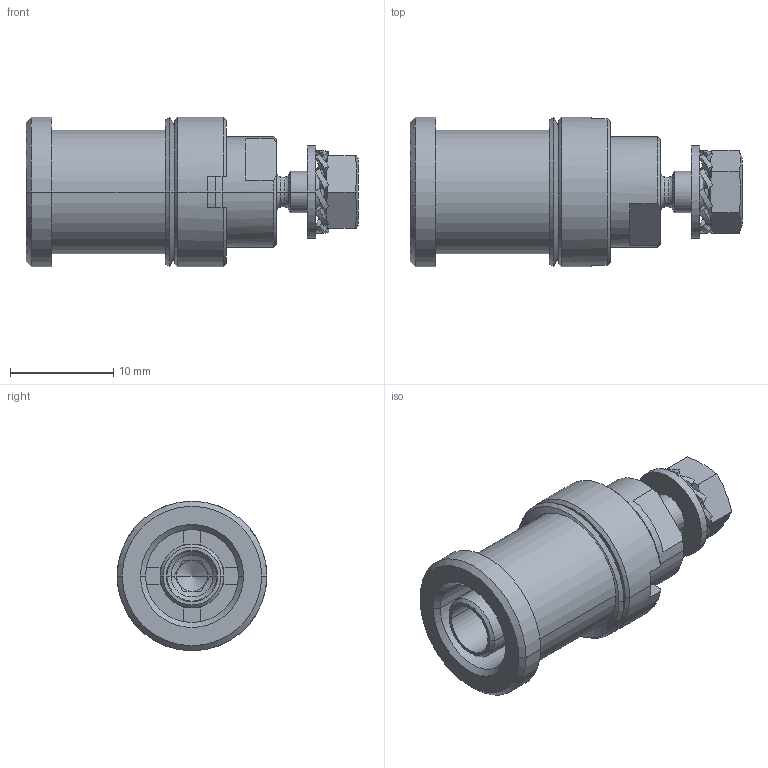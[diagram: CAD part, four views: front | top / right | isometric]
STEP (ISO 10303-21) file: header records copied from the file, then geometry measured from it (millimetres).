
FILE_DESCRIPTION((''),'2;1');
FILE_NAME('6445_SEB_ASM','2015-04-08T',('tosc'),(''),'PRO/ENGINEER BY PARAMETRIC TECHNOLOGY CORPORATION, 2013230','PRO/ENGINEER BY PARAMETRIC TECHNOLOGY CORPORATION, 2013230','');
FILE_SCHEMA(('CONFIG_CONTROL_DESIGN'));
Length unit declared in the file: millimetre
Products named in the file (1): 6445_SEB_ASM
Bounding box: 32.18 x 14.5 x 14.5 mm (x, y, z)
Surface area: 4314.4 mm2 (no closed solid volume)
Topology: 0 solids, 7 shells, 350 faces, 928 edges, 598 vertices
Faces by surface type: plane 176, cylinder 74, cone 48, bspline 48, torus 4
Entity records: 15944 total; most frequent: CARTESIAN_POINT 5420, ORIENTED_EDGE 1852, DIRECTION 1501, EDGE_CURVE 926, VERTEX_POINT 598, VECTOR 505, LINE 505, AXIS2_PLACEMENT_3D 498
